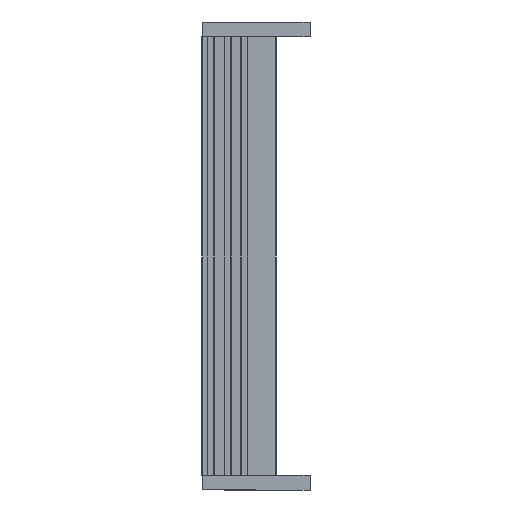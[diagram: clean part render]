
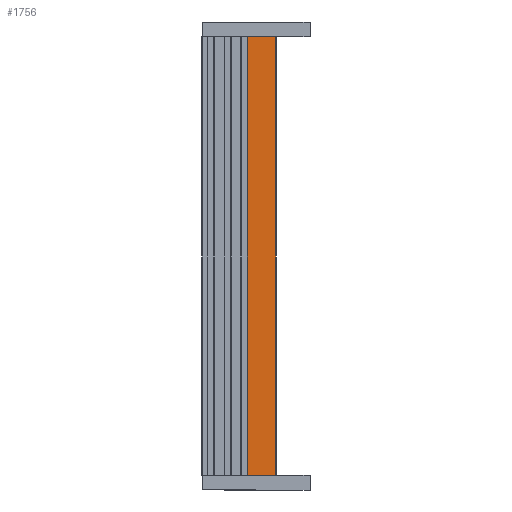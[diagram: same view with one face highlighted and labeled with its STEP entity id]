
A CAD part, front view. The second image highlights one B-rep face of the part: STEP entity #1756.
In plain terms, the highlighted planar face has unit normal (0, -1, 0).
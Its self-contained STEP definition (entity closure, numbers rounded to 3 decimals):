
#662 = DIRECTION ( 'NONE',  ( 0., 0., -1. ) ) ;
#853 = ORIENTED_EDGE ( 'NONE', *, *, #8517, .T. ) ;
#1263 = CARTESIAN_POINT ( 'NONE',  ( 69.6, -27., 590. ) ) ;
#1723 = VECTOR ( 'NONE', #662, 1000. ) ;
#1756 = ADVANCED_FACE ( 'NONE', ( #16487 ), #17845, .F. ) ;
#1778 = DIRECTION ( 'NONE',  ( 0., 1., 0. ) ) ;
#2984 = ORIENTED_EDGE ( 'NONE', *, *, #12618, .T. ) ;
#3142 = DIRECTION ( 'NONE',  ( 1., 0., 0. ) ) ;
#4801 = CARTESIAN_POINT ( 'NONE',  ( -29.9, -27., 0. ) ) ;
#4904 = LINE ( 'NONE', #10136, #24308 ) ;
#6362 = CARTESIAN_POINT ( 'NONE',  ( 31.7, -27., 0. ) ) ;
#6582 = CARTESIAN_POINT ( 'NONE',  ( -29.9, -27., 590. ) ) ;
#7771 = ORIENTED_EDGE ( 'NONE', *, *, #7794, .T. ) ;
#7794 = EDGE_CURVE ( 'NONE', #9181, #22285, #4904, .T. ) ;
#8517 = EDGE_CURVE ( 'NONE', #8894, #9181, #11733, .T. ) ;
#8894 = VERTEX_POINT ( 'NONE', #6362 ) ;
#9181 = VERTEX_POINT ( 'NONE', #25447 ) ;
#9604 = ORIENTED_EDGE ( 'NONE', *, *, #22634, .F. ) ;
#10136 = CARTESIAN_POINT ( 'NONE',  ( 69.6, -27., 590. ) ) ;
#11733 = LINE ( 'NONE', #4801, #19820 ) ;
#12361 = LINE ( 'NONE', #20931, #1723 ) ;
#12618 = EDGE_CURVE ( 'NONE', #15820, #8894, #12361, .T. ) ;
#13581 = DIRECTION ( 'NONE',  ( 0., 0., 1. ) ) ;
#15645 = DIRECTION ( 'NONE',  ( 0., 0., 1. ) ) ;
#15820 = VERTEX_POINT ( 'NONE', #21873 ) ;
#15921 = AXIS2_PLACEMENT_3D ( 'NONE', #6582, #1778, #15645 ) ;
#16487 = FACE_OUTER_BOUND ( 'NONE', #21193, .T. ) ;
#17845 = PLANE ( 'NONE',  #15921 ) ;
#18677 = DIRECTION ( 'NONE',  ( 1., 0., 0. ) ) ;
#18760 = LINE ( 'NONE', #25593, #23731 ) ;
#19820 = VECTOR ( 'NONE', #18677, 1000. ) ;
#20931 = CARTESIAN_POINT ( 'NONE',  ( 31.7, -27., 590. ) ) ;
#21193 = EDGE_LOOP ( 'NONE', ( #853, #7771, #9604, #2984 ) ) ;
#21873 = CARTESIAN_POINT ( 'NONE',  ( 31.7, -27., 590. ) ) ;
#22285 = VERTEX_POINT ( 'NONE', #1263 ) ;
#22634 = EDGE_CURVE ( 'NONE', #15820, #22285, #18760, .T. ) ;
#23731 = VECTOR ( 'NONE', #3142, 1000. ) ;
#24308 = VECTOR ( 'NONE', #13581, 1000. ) ;
#25447 = CARTESIAN_POINT ( 'NONE',  ( 69.6, -27., 0. ) ) ;
#25593 = CARTESIAN_POINT ( 'NONE',  ( -29.9, -27., 590. ) ) ;
